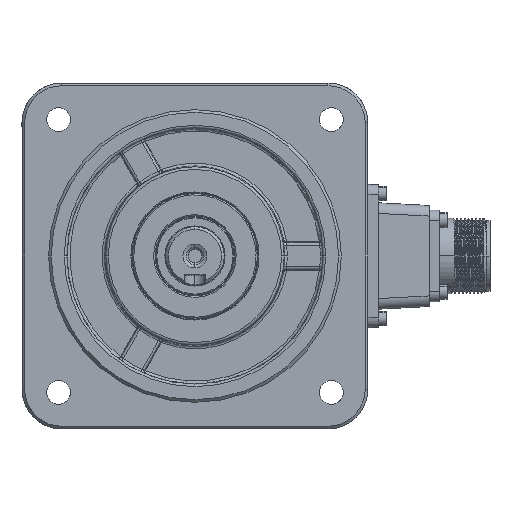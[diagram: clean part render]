
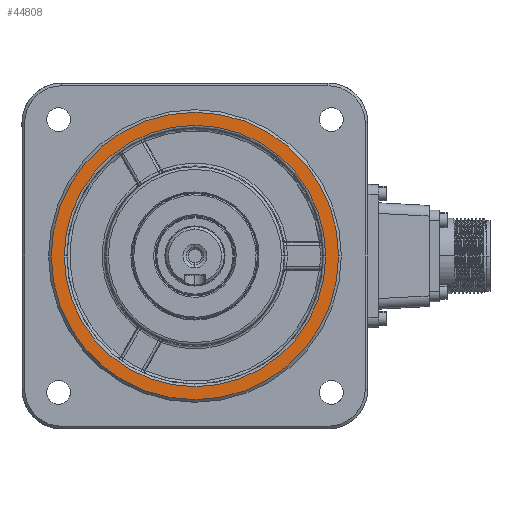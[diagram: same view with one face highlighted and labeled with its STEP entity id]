
A CAD part, left-side view. The second image highlights one B-rep face of the part: STEP entity #44808.
In plain terms, the highlighted planar face has unit normal (-1, 0, 0).
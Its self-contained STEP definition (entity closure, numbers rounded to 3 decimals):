
#1789 = ORIENTED_EDGE ( 'NONE', *, *, #20496, .T. ) ;
#3498 = DIRECTION ( 'NONE',  ( -1., 0., 0. ) ) ;
#4295 = ORIENTED_EDGE ( 'NONE', *, *, #20036, .T. ) ;
#4418 = DIRECTION ( 'NONE',  ( 0., -1., 0. ) ) ;
#6796 = AXIS2_PLACEMENT_3D ( 'NONE', #35760, #14825, #36209 ) ;
#6936 = DIRECTION ( 'NONE',  ( 0., -1., 0. ) ) ;
#7019 = CARTESIAN_POINT ( 'NONE',  ( -61., 0., 0. ) ) ;
#7115 = AXIS2_PLACEMENT_3D ( 'NONE', #45340, #34667, #30967 ) ;
#8895 = VERTEX_POINT ( 'NONE', #27827 ) ;
#11317 = VERTEX_POINT ( 'NONE', #29873 ) ;
#12672 = ORIENTED_EDGE ( 'NONE', *, *, #40577, .T. ) ;
#14600 = CARTESIAN_POINT ( 'NONE',  ( -61., 0., 0. ) ) ;
#14825 = DIRECTION ( 'NONE',  ( -1., 0., 0. ) ) ;
#17160 = ORIENTED_EDGE ( 'NONE', *, *, #26576, .T. ) ;
#17233 = FACE_BOUND ( 'NONE', #26711, .T. ) ;
#17701 = CIRCLE ( 'NONE', #27383, 49.122 ) ;
#19306 = CARTESIAN_POINT ( 'NONE',  ( -61., 0., 0. ) ) ;
#19663 = CARTESIAN_POINT ( 'NONE',  ( -61., -54., 0. ) ) ;
#20036 = EDGE_CURVE ( 'NONE', #27338, #8895, #17701, .T. ) ;
#20496 = EDGE_CURVE ( 'NONE', #8895, #27338, #23698, .T. ) ;
#21183 = EDGE_LOOP ( 'NONE', ( #12672, #17160 ) ) ;
#22799 = DIRECTION ( 'NONE',  ( 0., -1., 0. ) ) ;
#23698 = CIRCLE ( 'NONE', #27420, 49.122 ) ;
#24844 = CIRCLE ( 'NONE', #32230, 54. ) ;
#26576 = EDGE_CURVE ( 'NONE', #30743, #11317, #35758, .T. ) ;
#26711 = EDGE_LOOP ( 'NONE', ( #1789, #4295 ) ) ;
#27338 = VERTEX_POINT ( 'NONE', #40101 ) ;
#27383 = AXIS2_PLACEMENT_3D ( 'NONE', #19306, #40672, #22799 ) ;
#27420 = AXIS2_PLACEMENT_3D ( 'NONE', #14600, #42954, #6936 ) ;
#27827 = CARTESIAN_POINT ( 'NONE',  ( -61., -49.122, 0. ) ) ;
#29873 = CARTESIAN_POINT ( 'NONE',  ( -61., 54., 0. ) ) ;
#30743 = VERTEX_POINT ( 'NONE', #19663 ) ;
#30967 = DIRECTION ( 'NONE',  ( 0., -1., 0. ) ) ;
#32230 = AXIS2_PLACEMENT_3D ( 'NONE', #7019, #3498, #4418 ) ;
#34442 = FACE_OUTER_BOUND ( 'NONE', #21183, .T. ) ;
#34667 = DIRECTION ( 'NONE',  ( -1., 0., 0. ) ) ;
#35758 = CIRCLE ( 'NONE', #6796, 54. ) ;
#35760 = CARTESIAN_POINT ( 'NONE',  ( -61., 0., 0. ) ) ;
#36209 = DIRECTION ( 'NONE',  ( 0., -1., 0. ) ) ;
#38608 = PLANE ( 'NONE',  #7115 ) ;
#40101 = CARTESIAN_POINT ( 'NONE',  ( -61., 49.122, 0. ) ) ;
#40577 = EDGE_CURVE ( 'NONE', #11317, #30743, #24844, .T. ) ;
#40672 = DIRECTION ( 'NONE',  ( 1., 0., 0. ) ) ;
#42954 = DIRECTION ( 'NONE',  ( 1., 0., 0. ) ) ;
#44808 = ADVANCED_FACE ( 'NONE', ( #34442, #17233 ), #38608, .T. ) ;
#45340 = CARTESIAN_POINT ( 'NONE',  ( -61., 0., 0. ) ) ;
